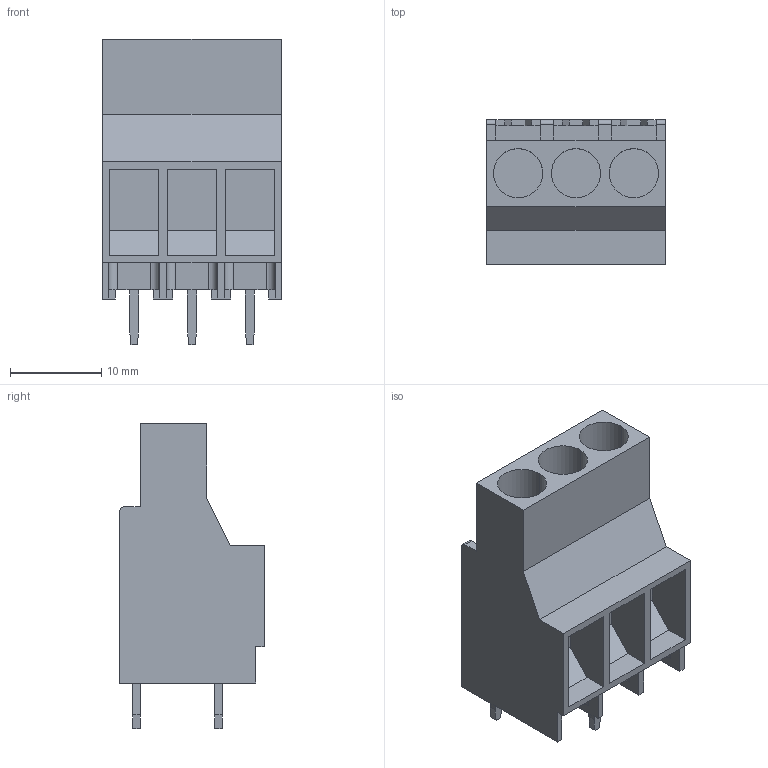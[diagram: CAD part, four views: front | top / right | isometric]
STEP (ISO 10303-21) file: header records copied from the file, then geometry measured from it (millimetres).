
FILE_DESCRIPTION(('CATIA V5 STEP Exchange','CAx-IF Rec.Pracs.--- Model Styling and Organization---1.2---2011-12-15'),'2;1');
FILE_NAME ('D1451348_0_1356840000_1356840000.stp','2018-09-11T06:10:35+00:00',('none'),('Weidmueller'),'CATIA Version 5-6 Release 2014','CATIA V5 STEP AP214','none');
FILE_SCHEMA(('AUTOMOTIVE_DESIGN { 1 0 10303 214 1 1 1 1 }'));
Length unit declared in the file: millimetre
Products named in the file (1): 1356840000
Bounding box: 19.65 x 15.85 x 33.5 mm (x, y, z)
Volume: 5302.8 mm3; surface area: 3382.8 mm2
Topology: 4 solids, 4 shells, 134 faces, 360 edges, 240 vertices
Faces by surface type: plane 118, cylinder 16
Entity records: 3900 total; most frequent: ORIENTED_EDGE 720, CARTESIAN_POINT 689, DIRECTION 536, EDGE_CURVE 360, VECTOR 328, LINE 328, VERTEX_POINT 240, EDGE_LOOP 140
